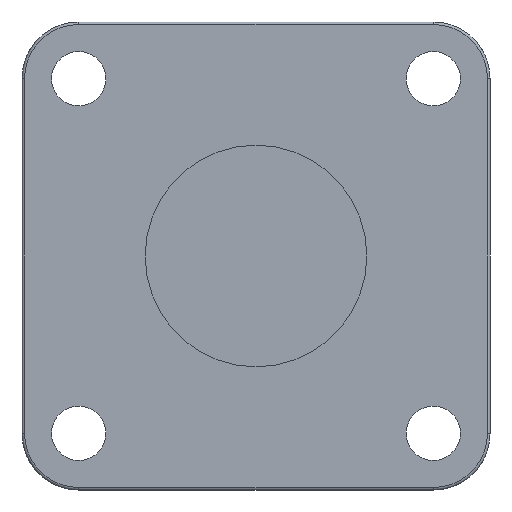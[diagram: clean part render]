
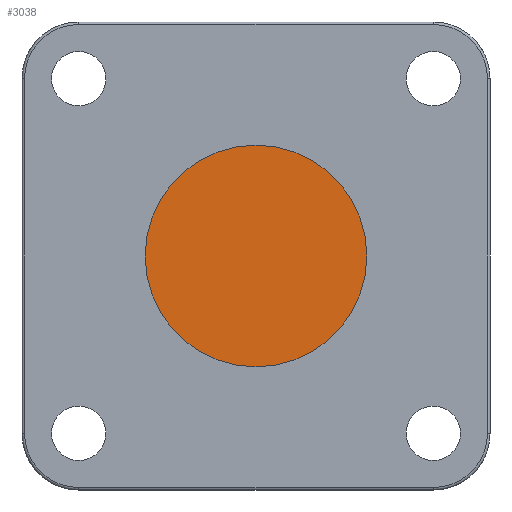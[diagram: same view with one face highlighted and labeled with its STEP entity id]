
A CAD part, front view. The second image highlights one B-rep face of the part: STEP entity #3038.
In plain terms, the highlighted planar face has unit normal (0, -1, 0).
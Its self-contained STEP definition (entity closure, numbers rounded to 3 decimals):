
#491 = ORIENTED_EDGE ( 'NONE', *, *, #2607, .T. ) ;
#665 = FACE_OUTER_BOUND ( 'NONE', #2575, .T. ) ;
#924 = DIRECTION ( 'NONE',  ( 0., -1., 0. ) ) ;
#1257 = CIRCLE ( 'NONE', #3531, 22.5 ) ;
#1598 = AXIS2_PLACEMENT_3D ( 'NONE', #5472, #2732, #2298 ) ;
#1820 = CARTESIAN_POINT ( 'NONE',  ( 0., 5., 22.5 ) ) ;
#1867 = VERTEX_POINT ( 'NONE', #1820 ) ;
#1889 = DIRECTION ( 'NONE',  ( 0., -1., 0. ) ) ;
#1913 = VERTEX_POINT ( 'NONE', #4180 ) ;
#2064 = AXIS2_PLACEMENT_3D ( 'NONE', #4213, #1889, #4660 ) ;
#2298 = DIRECTION ( 'NONE',  ( 0., 0., -1. ) ) ;
#2575 = EDGE_LOOP ( 'NONE', ( #3436, #491 ) ) ;
#2601 = EDGE_CURVE ( 'NONE', #1913, #1867, #1257, .T. ) ;
#2607 = EDGE_CURVE ( 'NONE', #1867, #1913, #4258, .T. ) ;
#2732 = DIRECTION ( 'NONE',  ( 0., -1., 0. ) ) ;
#3038 = ADVANCED_FACE ( 'NONE', ( #665 ), #3707, .T. ) ;
#3436 = ORIENTED_EDGE ( 'NONE', *, *, #2601, .T. ) ;
#3531 = AXIS2_PLACEMENT_3D ( 'NONE', #3695, #924, #4539 ) ;
#3695 = CARTESIAN_POINT ( 'NONE',  ( 0., 5., 0. ) ) ;
#3707 = PLANE ( 'NONE',  #2064 ) ;
#4180 = CARTESIAN_POINT ( 'NONE',  ( 0., 5., -22.5 ) ) ;
#4213 = CARTESIAN_POINT ( 'NONE',  ( 0., 5., 0. ) ) ;
#4258 = CIRCLE ( 'NONE', #1598, 22.5 ) ;
#4539 = DIRECTION ( 'NONE',  ( 0., 0., -1. ) ) ;
#4660 = DIRECTION ( 'NONE',  ( 0., 0., -1. ) ) ;
#5472 = CARTESIAN_POINT ( 'NONE',  ( 0., 5., 0. ) ) ;
